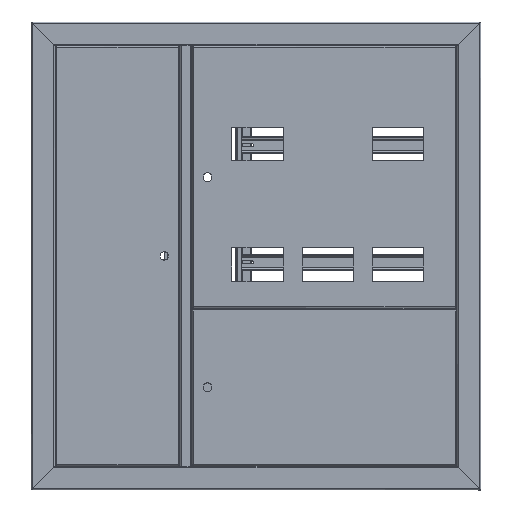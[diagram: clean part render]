
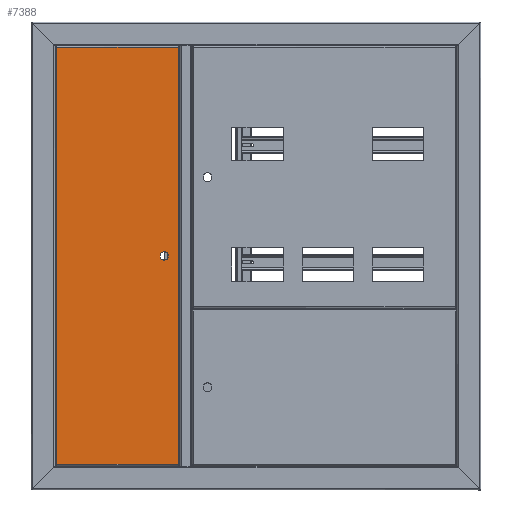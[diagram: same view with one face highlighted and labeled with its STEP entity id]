
A CAD part, top view. The second image highlights one B-rep face of the part: STEP entity #7388.
In plain terms, the highlighted planar face has unit normal (0, 0, 1).
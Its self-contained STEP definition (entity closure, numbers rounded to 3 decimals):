
#7388=ADVANCED_FACE('',(#14445,#14447),#14449,.T.);
#14445=FACE_BOUND('',#14446,.T.);
#14446=EDGE_LOOP('',(#19165,#19166,#19167,#19168));
#14447=FACE_BOUND('',#14448,.T.);
#14448=EDGE_LOOP('',(#19169,#19170,#19171,#19172));
#14449=PLANE('',#14450);
#14450=AXIS2_PLACEMENT_3D('',#14451,#14452,#14453);
#14451=CARTESIAN_POINT('',(0.,0.,0.));
#14452=DIRECTION('',(0.,0.,1.));
#14453=DIRECTION('',(1.,0.,0.));
#19165=ORIENTED_EDGE('',*,*,#21613,.T.);
#19166=ORIENTED_EDGE('',*,*,#21614,.T.);
#19167=ORIENTED_EDGE('',*,*,#21615,.T.);
#19168=ORIENTED_EDGE('',*,*,#21616,.T.);
#19169=ORIENTED_EDGE('',*,*,#21617,.F.);
#19170=ORIENTED_EDGE('',*,*,#21618,.F.);
#19171=ORIENTED_EDGE('',*,*,#21619,.F.);
#19172=ORIENTED_EDGE('',*,*,#21620,.F.);
#21613=EDGE_CURVE('',#24524,#24520,#24545,.T.);
#21614=EDGE_CURVE('',#24520,#24546,#24547,.T.);
#21615=EDGE_CURVE('',#24546,#24548,#24549,.T.);
#21616=EDGE_CURVE('',#24548,#24524,#24550,.T.);
#21617=EDGE_CURVE('',#24551,#24552,#24553,.T.);
#21618=EDGE_CURVE('',#24554,#24551,#24555,.T.);
#21619=EDGE_CURVE('',#24556,#24554,#24557,.T.);
#21620=EDGE_CURVE('',#24552,#24556,#24558,.T.);
#24520=VERTEX_POINT('',#32608);
#24524=VERTEX_POINT('',#32617);
#24545=LINE('',#32663,#32664);
#24546=VERTEX_POINT('',#32666);
#24547=LINE('',#32667,#32668);
#24548=VERTEX_POINT('',#32670);
#24549=LINE('',#32671,#32672);
#24550=LINE('',#32674,#32675);
#24551=VERTEX_POINT('',#32677);
#24552=VERTEX_POINT('',#32678);
#24553=CIRCLE('',#32679,8.85);
#24554=VERTEX_POINT('',#32683);
#24555=LINE('',#32684,#32685);
#24556=VERTEX_POINT('',#32687);
#24557=CIRCLE('',#32688,8.85);
#24558=LINE('',#32692,#32693);
#32608=CARTESIAN_POINT('',(-129.65,-445.55,0.));
#32617=CARTESIAN_POINT('',(-129.65,445.55,0.));
#32663=CARTESIAN_POINT('',(-129.65,445.55,0.));
#32664=VECTOR('',#32665,1.);
#32665=DIRECTION('',(0.,-1.,0.));
#32666=CARTESIAN_POINT('',(129.65,-445.55,0.));
#32667=CARTESIAN_POINT('',(-129.65,-445.55,0.));
#32668=VECTOR('',#32669,1.);
#32669=DIRECTION('',(1.,0.,0.));
#32670=CARTESIAN_POINT('',(129.65,445.55,0.));
#32671=CARTESIAN_POINT('',(129.65,-445.55,0.));
#32672=VECTOR('',#32673,1.);
#32673=DIRECTION('',(0.,1.,0.));
#32674=CARTESIAN_POINT('',(129.65,445.55,0.));
#32675=VECTOR('',#32676,1.);
#32676=DIRECTION('',(-1.,0.,0.));
#32677=CARTESIAN_POINT('',(-91.5,2.933,0.));
#32678=CARTESIAN_POINT('',(-108.2,2.933,0.));
#32679=AXIS2_PLACEMENT_3D('',#32680,#32681,#32682);
#32680=CARTESIAN_POINT('',(-99.85,0.,0.));
#32681=DIRECTION('',(0.,0.,1.));
#32682=DIRECTION('',(0.944,0.331,0.));
#32683=CARTESIAN_POINT('',(-91.5,-2.933,0.));
#32684=CARTESIAN_POINT('',(-91.5,-2.933,0.));
#32685=VECTOR('',#32686,1.);
#32686=DIRECTION('',(0.,1.,0.));
#32687=CARTESIAN_POINT('',(-108.2,-2.933,0.));
#32688=AXIS2_PLACEMENT_3D('',#32689,#32690,#32691);
#32689=CARTESIAN_POINT('',(-99.85,0.,0.));
#32690=DIRECTION('',(0.,0.,1.));
#32691=DIRECTION('',(-0.944,-0.331,0.));
#32692=CARTESIAN_POINT('',(-108.2,2.933,0.));
#32693=VECTOR('',#32694,1.);
#32694=DIRECTION('',(0.,-1.,0.));
